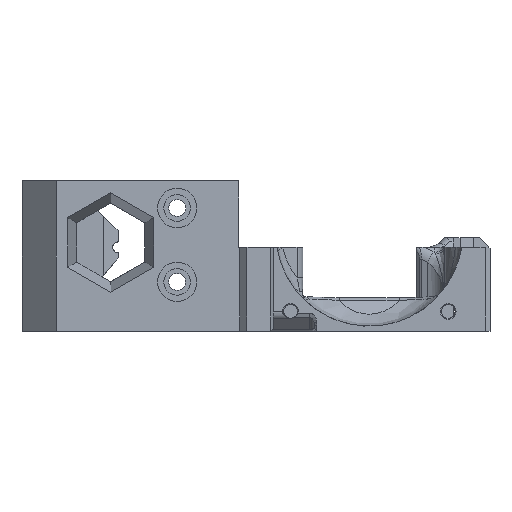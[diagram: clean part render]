
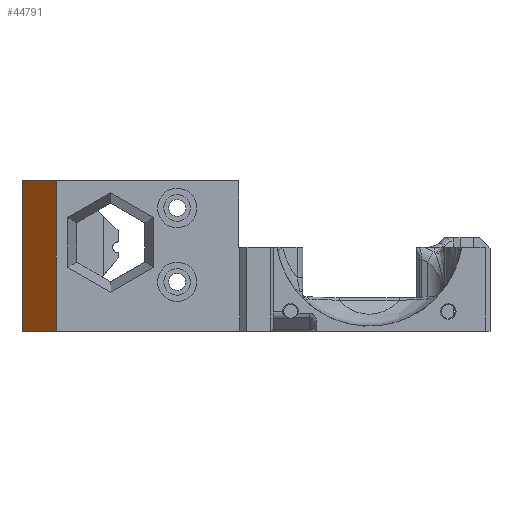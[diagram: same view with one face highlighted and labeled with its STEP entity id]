
A CAD part, left-side view. The second image highlights one B-rep face of the part: STEP entity #44791.
In plain terms, the highlighted planar face has unit normal (-0.707, 0.707, 0).
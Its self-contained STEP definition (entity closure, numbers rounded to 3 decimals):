
#1609 = PLANE('',#1610);
#1610 = AXIS2_PLACEMENT_3D('',#1611,#1612,#1613);
#1611 = CARTESIAN_POINT('',(-198.494,86.,
    0.));
#1612 = DIRECTION('',(0.,0.,-1.));
#1613 = DIRECTION('',(-1.,0.,0.));
#4378 = VERTEX_POINT('',#4379);
#4379 = CARTESIAN_POINT('',(-240.494,165.5,
    0.));
#4393 = PLANE('',#4394);
#4394 = AXIS2_PLACEMENT_3D('',#4395,#4396,#4397);
#4395 = CARTESIAN_POINT('',(-240.494,86.,30.5));
#4396 = DIRECTION('',(-1.,0.,0.));
#4397 = DIRECTION('',(0.,0.,1.));
#4405 = EDGE_CURVE('',#4378,#4406,#4408,.T.);
#4406 = VERTEX_POINT('',#4407);
#4407 = CARTESIAN_POINT('',(-233.494,172.5,
    0.));
#4408 = SURFACE_CURVE('',#4409,(#4413,#4420),.PCURVE_S1.);
#4409 = LINE('',#4410,#4411);
#4410 = CARTESIAN_POINT('',(-240.494,165.5,
    0.));
#4411 = VECTOR('',#4412,1.);
#4412 = DIRECTION('',(0.707,0.707,0.));
#4413 = PCURVE('',#1609,#4414);
#4414 = DEFINITIONAL_REPRESENTATION('',(#4415),#4419);
#4415 = LINE('',#4416,#4417);
#4416 = CARTESIAN_POINT('',(42.,79.5));
#4417 = VECTOR('',#4418,1.);
#4418 = DIRECTION('',(-0.707,0.707));
#4419 = ( GEOMETRIC_REPRESENTATION_CONTEXT(2) 
PARAMETRIC_REPRESENTATION_CONTEXT() REPRESENTATION_CONTEXT('2D SPACE',''
  ) );
#4420 = PCURVE('',#4421,#4426);
#4421 = PLANE('',#4422);
#4422 = AXIS2_PLACEMENT_3D('',#4423,#4424,#4425);
#4423 = CARTESIAN_POINT('',(-240.494,165.5,40.));
#4424 = DIRECTION('',(-0.707,0.707,0.));
#4425 = DIRECTION('',(0.707,0.707,0.));
#4426 = DEFINITIONAL_REPRESENTATION('',(#4427),#4431);
#4427 = LINE('',#4428,#4429);
#4428 = CARTESIAN_POINT('',(0.,40.));
#4429 = VECTOR('',#4430,1.);
#4430 = DIRECTION('',(1.,0.));
#4431 = ( GEOMETRIC_REPRESENTATION_CONTEXT(2) 
PARAMETRIC_REPRESENTATION_CONTEXT() REPRESENTATION_CONTEXT('2D SPACE',''
  ) );
#4449 = PLANE('',#4450);
#4450 = AXIS2_PLACEMENT_3D('',#4451,#4452,#4453);
#4451 = CARTESIAN_POINT('',(-198.494,172.5,30.5));
#4452 = DIRECTION('',(0.,1.,0.));
#4453 = DIRECTION('',(0.,0.,-1.));
#25033 = PLANE('',#25034);
#25034 = AXIS2_PLACEMENT_3D('',#25035,#25036,#25037);
#25035 = CARTESIAN_POINT('',(-198.494,86.,30.5));
#25036 = DIRECTION('',(0.,0.,-1.));
#25037 = DIRECTION('',(-1.,0.,0.));
#36942 = VERTEX_POINT('',#36943);
#36943 = CARTESIAN_POINT('',(-233.494,172.5,30.5));
#36964 = EDGE_CURVE('',#36965,#36942,#36967,.T.);
#36965 = VERTEX_POINT('',#36966);
#36966 = CARTESIAN_POINT('',(-240.494,165.5,30.5));
#36967 = SURFACE_CURVE('',#36968,(#36972,#36979),.PCURVE_S1.);
#36968 = LINE('',#36969,#36970);
#36969 = CARTESIAN_POINT('',(-240.494,165.5,30.5));
#36970 = VECTOR('',#36971,1.);
#36971 = DIRECTION('',(0.707,0.707,0.));
#36972 = PCURVE('',#25033,#36973);
#36973 = DEFINITIONAL_REPRESENTATION('',(#36974),#36978);
#36974 = LINE('',#36975,#36976);
#36975 = CARTESIAN_POINT('',(42.,79.5));
#36976 = VECTOR('',#36977,1.);
#36977 = DIRECTION('',(-0.707,0.707));
#36978 = ( GEOMETRIC_REPRESENTATION_CONTEXT(2) 
PARAMETRIC_REPRESENTATION_CONTEXT() REPRESENTATION_CONTEXT('2D SPACE',''
  ) );
#36979 = PCURVE('',#4421,#36980);
#36980 = DEFINITIONAL_REPRESENTATION('',(#36981),#36985);
#36981 = LINE('',#36982,#36983);
#36982 = CARTESIAN_POINT('',(0.,9.5));
#36983 = VECTOR('',#36984,1.);
#36984 = DIRECTION('',(1.,0.));
#36985 = ( GEOMETRIC_REPRESENTATION_CONTEXT(2) 
PARAMETRIC_REPRESENTATION_CONTEXT() REPRESENTATION_CONTEXT('2D SPACE',''
  ) );
#44741 = EDGE_CURVE('',#4406,#36942,#44742,.T.);
#44742 = SURFACE_CURVE('',#44743,(#44747,#44754),.PCURVE_S1.);
#44743 = LINE('',#44744,#44745);
#44744 = CARTESIAN_POINT('',(-233.494,172.5,30.5));
#44745 = VECTOR('',#44746,1.);
#44746 = DIRECTION('',(0.,0.,1.));
#44747 = PCURVE('',#4449,#44748);
#44748 = DEFINITIONAL_REPRESENTATION('',(#44749),#44753);
#44749 = LINE('',#44750,#44751);
#44750 = CARTESIAN_POINT('',(0.,35.));
#44751 = VECTOR('',#44752,1.);
#44752 = DIRECTION('',(-1.,0.));
#44753 = ( GEOMETRIC_REPRESENTATION_CONTEXT(2) 
PARAMETRIC_REPRESENTATION_CONTEXT() REPRESENTATION_CONTEXT('2D SPACE',''
  ) );
#44754 = PCURVE('',#4421,#44755);
#44755 = DEFINITIONAL_REPRESENTATION('',(#44756),#44760);
#44756 = LINE('',#44757,#44758);
#44757 = CARTESIAN_POINT('',(9.899,9.5));
#44758 = VECTOR('',#44759,1.);
#44759 = DIRECTION('',(0.,-1.));
#44760 = ( GEOMETRIC_REPRESENTATION_CONTEXT(2) 
PARAMETRIC_REPRESENTATION_CONTEXT() REPRESENTATION_CONTEXT('2D SPACE',''
  ) );
#44791 = ADVANCED_FACE('',(#44792),#4421,.T.);
#44792 = FACE_BOUND('',#44793,.T.);
#44793 = EDGE_LOOP('',(#44794,#44795,#44796,#44817));
#44794 = ORIENTED_EDGE('',*,*,#44741,.F.);
#44795 = ORIENTED_EDGE('',*,*,#4405,.F.);
#44796 = ORIENTED_EDGE('',*,*,#44797,.T.);
#44797 = EDGE_CURVE('',#4378,#36965,#44798,.T.);
#44798 = SURFACE_CURVE('',#44799,(#44803,#44810),.PCURVE_S1.);
#44799 = LINE('',#44800,#44801);
#44800 = CARTESIAN_POINT('',(-240.494,165.5,40.));
#44801 = VECTOR('',#44802,1.);
#44802 = DIRECTION('',(0.,0.,1.));
#44803 = PCURVE('',#4421,#44804);
#44804 = DEFINITIONAL_REPRESENTATION('',(#44805),#44809);
#44805 = LINE('',#44806,#44807);
#44806 = CARTESIAN_POINT('',(0.,0.));
#44807 = VECTOR('',#44808,1.);
#44808 = DIRECTION('',(0.,-1.));
#44809 = ( GEOMETRIC_REPRESENTATION_CONTEXT(2) 
PARAMETRIC_REPRESENTATION_CONTEXT() REPRESENTATION_CONTEXT('2D SPACE',''
  ) );
#44810 = PCURVE('',#4393,#44811);
#44811 = DEFINITIONAL_REPRESENTATION('',(#44812),#44816);
#44812 = LINE('',#44813,#44814);
#44813 = CARTESIAN_POINT('',(9.5,79.5));
#44814 = VECTOR('',#44815,1.);
#44815 = DIRECTION('',(1.,0.));
#44816 = ( GEOMETRIC_REPRESENTATION_CONTEXT(2) 
PARAMETRIC_REPRESENTATION_CONTEXT() REPRESENTATION_CONTEXT('2D SPACE',''
  ) );
#44817 = ORIENTED_EDGE('',*,*,#36964,.T.);
